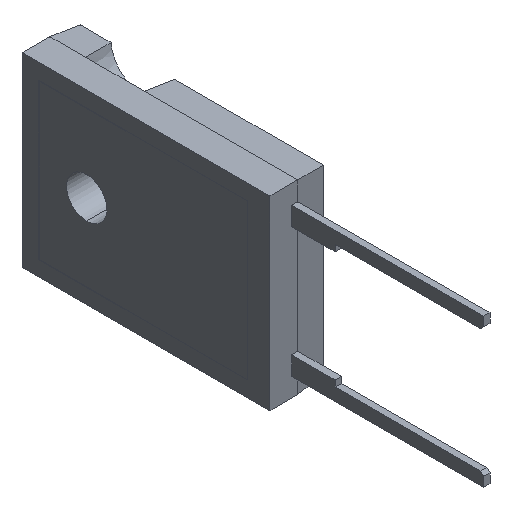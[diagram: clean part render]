
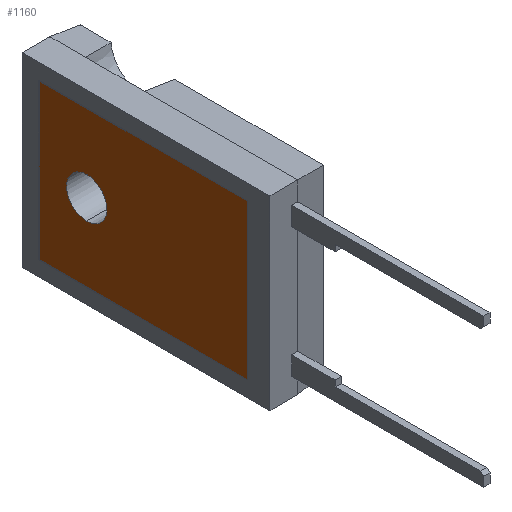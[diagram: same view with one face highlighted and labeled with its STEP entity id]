
A CAD part, isometric view. The second image highlights one B-rep face of the part: STEP entity #1160.
In plain terms, the highlighted planar face has unit normal (-1, 0, 0).
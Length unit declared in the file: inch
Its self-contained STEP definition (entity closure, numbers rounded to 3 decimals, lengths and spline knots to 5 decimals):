
#5 = VECTOR ( 'NONE', #560, 39.37008 ) ;
#8 = AXIS2_PLACEMENT_3D ( 'NONE', #543, #576, #675 ) ;
#24 = DIRECTION ( 'NONE',  ( -1., 0., 0. ) ) ;
#30 = DIRECTION ( 'NONE',  ( 0., 0., 1. ) ) ;
#40 = CARTESIAN_POINT ( 'NONE',  ( -0.091, 0., 0. ) ) ;
#42 = PLANE ( 'NONE',  #852 ) ;
#143 = LINE ( 'NONE', #381, #524 ) ;
#179 = DIRECTION ( 'NONE',  ( 0., 0., 1. ) ) ;
#381 = CARTESIAN_POINT ( 'NONE',  ( -0.091, -0.51771, 0. ) ) ;
#464 = AXIS2_PLACEMENT_3D ( 'NONE', #1737, #1738, #1745 ) ;
#472 = VECTOR ( 'NONE', #1106, 39.37008 ) ;
#506 = VECTOR ( 'NONE', #1121, 39.37008 ) ;
#524 = VECTOR ( 'NONE', #179, 39.37008 ) ;
#543 = CARTESIAN_POINT ( 'NONE',  ( -0.091, 0., 0. ) ) ;
#560 = DIRECTION ( 'NONE',  ( 0., -1., 0. ) ) ;
#576 = DIRECTION ( 'NONE',  ( 1., 0., 0. ) ) ;
#603 = CARTESIAN_POINT ( 'NONE',  ( -0.091, -0.51771, -0.25 ) ) ;
#608 = CARTESIAN_POINT ( 'NONE',  ( -0.091, 0.15469, 0.25 ) ) ;
#615 = CARTESIAN_POINT ( 'NONE',  ( -0.091, 0., -0.25 ) ) ;
#628 = CARTESIAN_POINT ( 'NONE',  ( -0.091, 0.15469, -0.25 ) ) ;
#654 = CARTESIAN_POINT ( 'NONE',  ( -0.091, 0., -0.065 ) ) ;
#675 = DIRECTION ( 'NONE',  ( 0., 0., -1. ) ) ;
#676 = CARTESIAN_POINT ( 'NONE',  ( -0.091, 0., 0.065 ) ) ;
#681 = CARTESIAN_POINT ( 'NONE',  ( -0.091, -0.51771, 0.25 ) ) ;
#694 = LINE ( 'NONE', #615, #5 ) ;
#852 = AXIS2_PLACEMENT_3D ( 'NONE', #40, #24, #30 ) ;
#895 = FACE_OUTER_BOUND ( 'NONE', #1662, .T. ) ;
#907 = FACE_BOUND ( 'NONE', #1481, .T. ) ;
#1098 = CARTESIAN_POINT ( 'NONE',  ( -0.091, 0.15469, 0. ) ) ;
#1106 = DIRECTION ( 'NONE',  ( 0., 0., -1. ) ) ;
#1112 = LINE ( 'NONE', #1098, #472 ) ;
#1114 = CARTESIAN_POINT ( 'NONE',  ( -0.091, 0., 0.25 ) ) ;
#1120 = LINE ( 'NONE', #1114, #506 ) ;
#1121 = DIRECTION ( 'NONE',  ( 0., 1., 0. ) ) ;
#1160 = ADVANCED_FACE ( 'NONE', ( #907, #895 ), #42, .T. ) ;
#1194 = EDGE_CURVE ( 'NONE', #1844, #1822, #143, .T. ) ;
#1225 = EDGE_CURVE ( 'NONE', #1983, #1971, #1302, .T. ) ;
#1242 = CIRCLE ( 'NONE', #8, 0.065 ) ;
#1281 = EDGE_CURVE ( 'NONE', #1932, #1886, #1112, .T. ) ;
#1302 = CIRCLE ( 'NONE', #464, 0.065 ) ;
#1314 = EDGE_CURVE ( 'NONE', #1822, #1932, #1120, .T. ) ;
#1339 = EDGE_CURVE ( 'NONE', #1886, #1844, #694, .T. ) ;
#1343 = EDGE_CURVE ( 'NONE', #1971, #1983, #1242, .T. ) ;
#1481 = EDGE_LOOP ( 'NONE', ( #1929, #1499 ) ) ;
#1499 = ORIENTED_EDGE ( 'NONE', *, *, #1225, .T. ) ;
#1528 = ORIENTED_EDGE ( 'NONE', *, *, #1281, .T. ) ;
#1592 = ORIENTED_EDGE ( 'NONE', *, *, #1194, .T. ) ;
#1662 = EDGE_LOOP ( 'NONE', ( #2021, #1528, #2000, #1592 ) ) ;
#1737 = CARTESIAN_POINT ( 'NONE',  ( -0.091, 0., 0. ) ) ;
#1738 = DIRECTION ( 'NONE',  ( 1., 0., 0. ) ) ;
#1745 = DIRECTION ( 'NONE',  ( 0., 0., -1. ) ) ;
#1822 = VERTEX_POINT ( 'NONE', #681 ) ;
#1844 = VERTEX_POINT ( 'NONE', #603 ) ;
#1886 = VERTEX_POINT ( 'NONE', #628 ) ;
#1929 = ORIENTED_EDGE ( 'NONE', *, *, #1343, .T. ) ;
#1932 = VERTEX_POINT ( 'NONE', #608 ) ;
#1971 = VERTEX_POINT ( 'NONE', #654 ) ;
#1983 = VERTEX_POINT ( 'NONE', #676 ) ;
#2000 = ORIENTED_EDGE ( 'NONE', *, *, #1339, .T. ) ;
#2021 = ORIENTED_EDGE ( 'NONE', *, *, #1314, .T. ) ;
